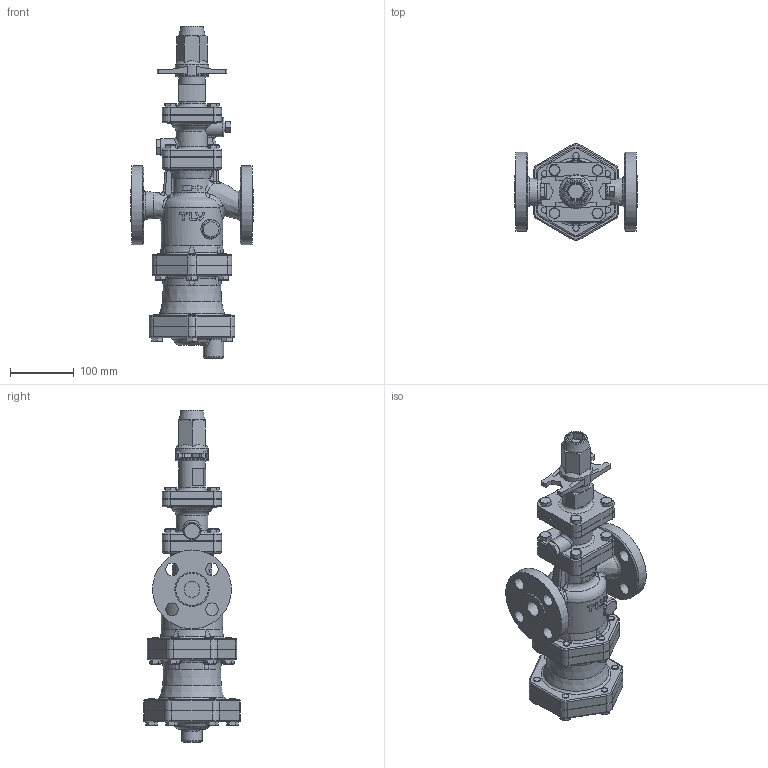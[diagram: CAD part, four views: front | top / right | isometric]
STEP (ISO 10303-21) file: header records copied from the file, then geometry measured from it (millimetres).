
FILE_DESCRIPTION(/* description */ (''),/* implementation_level */ '2;1');
FILE_NAME(/* name */ 'cos3x-025-a0300-00.stp',/* time_stamp */ '2017-11-10T09:53:37+09:00',/* author */ ('nakaot'),/* organization */ (''),/* preprocessor_version */ 'ST-DEVELOPER v15.6',/* originating_system */ 'Autodesk Inventor 2015',/* authorisation */ '');
FILE_SCHEMA (('CONFIG_CONTROL_DESIGN'));
Length unit declared in the file: millimetre
Products named in the file (1): cos3x-025-a0300-00
Bounding box: 192 x 152.01 x 522 mm (x, y, z)
Volume: 3580302.3 mm3; surface area: 355749.3 mm2
Topology: 1 solids, 1 shells, 965 faces, 2311 edges, 1433 vertices
Faces by surface type: plane 357, cylinder 235, cone 162, bspline 102, torus 99, sphere 10
Full cylindrical faces by diameter (mm): 10 x40, 12 x20, 17.475 x1, 20 x8, 25 x2, 27 x1, 30 x1, 32 x1, 42 x1, 52 x1, 62.069 x1, 70 x1, 90 x2, 96 x1, 124 x2
Entity records: 39900 total; most frequent: CARTESIAN_POINT 19250, ORIENTED_EDGE 4326, DIRECTION 4084, EDGE_CURVE 2163, AXIS2_PLACEMENT_3D 1678, VERTEX_POINT 1397, EDGE_LOOP 1218, FACE_OUTER_BOUND 965
